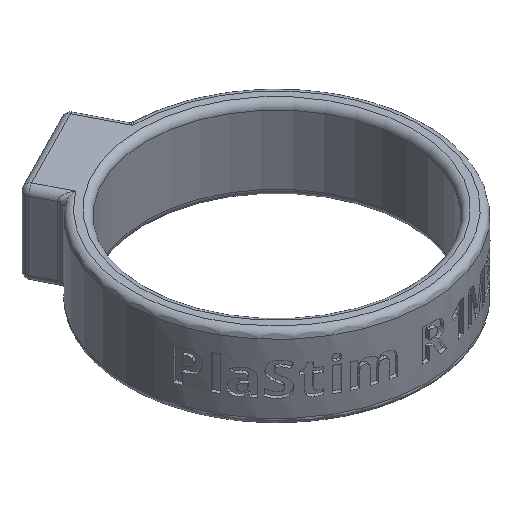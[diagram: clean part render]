
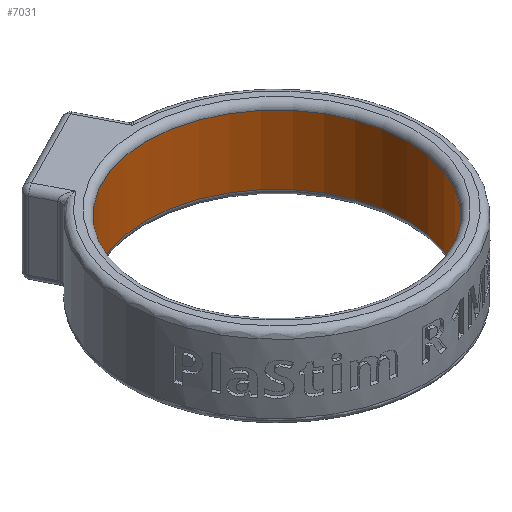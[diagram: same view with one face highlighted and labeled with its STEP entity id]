
A CAD part, isometric view. The second image highlights one B-rep face of the part: STEP entity #7031.
In plain terms, the highlighted cylindrical face has radius 19 mm (diameter 38 mm), a full revolution.
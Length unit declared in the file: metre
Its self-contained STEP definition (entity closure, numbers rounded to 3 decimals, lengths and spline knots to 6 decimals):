
#1429=CIRCLE('',#7497,0.019);
#1430=CIRCLE('',#7499,0.019);
#3523=ORIENTED_EDGE('',*,*,#4585,.T.);
#3524=ORIENTED_EDGE('',*,*,#4588,.F.);
#4585=EDGE_CURVE('',#5283,#5283,#1429,.T.);
#4588=EDGE_CURVE('',#5285,#5285,#1430,.T.);
#5283=VERTEX_POINT('',#13490);
#5285=VERTEX_POINT('',#13496);
#6116=EDGE_LOOP('',(#3523));
#6117=EDGE_LOOP('',(#3524));
#6557=FACE_BOUND('',#6116,.T.);
#6558=FACE_BOUND('',#6117,.T.);
#6638=CYLINDRICAL_SURFACE('',#7500,0.019);
#7031=ADVANCED_FACE('',(#6557,#6558),#6638,.F.);
#7497=AXIS2_PLACEMENT_3D('',#13489,#8816,#8817);
#7499=AXIS2_PLACEMENT_3D('',#13495,#8822,#8823);
#7500=AXIS2_PLACEMENT_3D('',#13497,#8824,#8825);
#8816=DIRECTION('',(0.,0.,1.));
#8817=DIRECTION('',(1.,0.,0.));
#8822=DIRECTION('',(0.,0.,1.));
#8823=DIRECTION('',(1.,0.,0.));
#8824=DIRECTION('',(0.,0.,-1.));
#8825=DIRECTION('',(-1.,0.,0.));
#13489=CARTESIAN_POINT('',(0.,0.,0.005));
#13490=CARTESIAN_POINT('',(0.019,0.,0.005));
#13495=CARTESIAN_POINT('',(0.,0.,-0.005));
#13496=CARTESIAN_POINT('',(0.019,0.,-0.005));
#13497=CARTESIAN_POINT('',(0.,0.,0.005));
